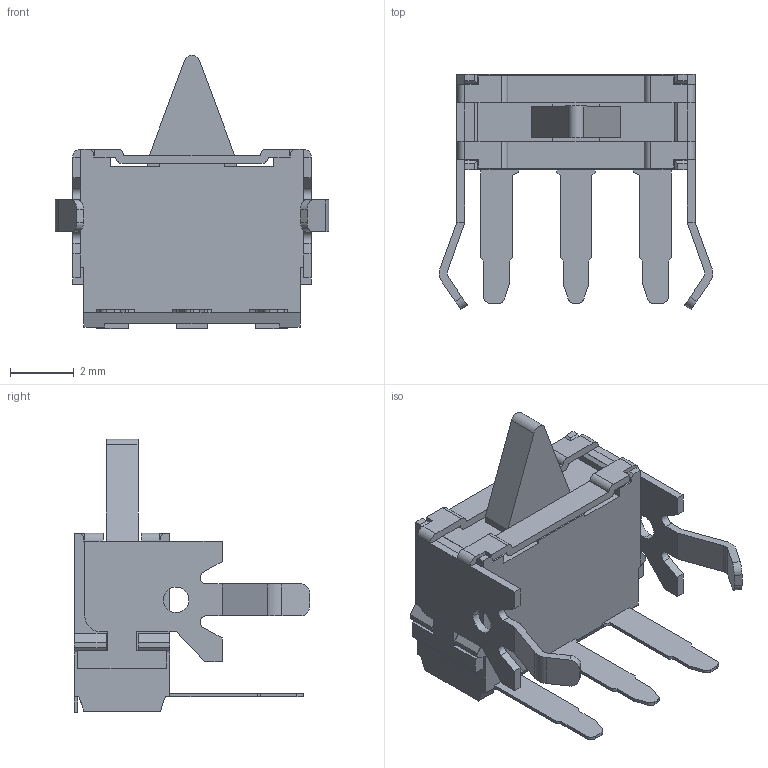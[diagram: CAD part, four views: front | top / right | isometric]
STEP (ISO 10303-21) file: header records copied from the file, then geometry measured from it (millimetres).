
FILE_DESCRIPTION (( 'STEP AP203' ), '1' );
FILE_NAME ('ese24sh1.STEP', '2014-02-18T09:11:25', ( '' ), ( '' ), 'SwSTEP 2.0', 'SolidWorks 2012', '' );
FILE_SCHEMA (( 'CONFIG_CONTROL_DESIGN' ));
Length unit declared in the file: millimetre
Products named in the file (1): ese24sh1
Bounding box: 8.6 x 7.4 x 8.6 mm (x, y, z)
Volume: 225.8 mm3; surface area: 420.2 mm2
Topology: 2 solids, 2 shells, 376 faces, 1087 edges, 706 vertices
Faces by surface type: plane 330, cylinder 46
Entity records: 12214 total; most frequent: CARTESIAN_POINT 2194, ORIENTED_EDGE 2174, DIRECTION 1921, EDGE_CURVE 1087, LINE 991, VECTOR 991, VERTEX_POINT 706, AXIS2_PLACEMENT_3D 465
